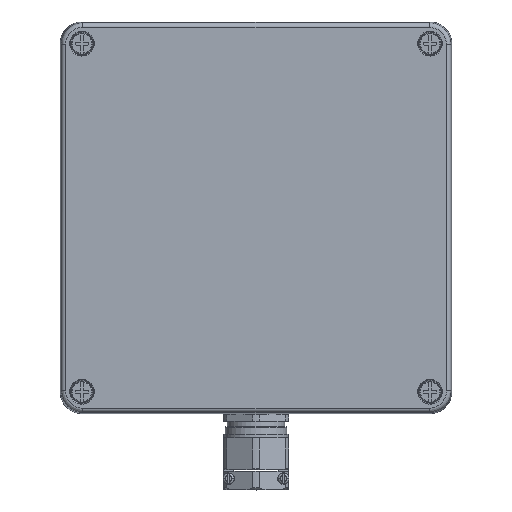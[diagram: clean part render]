
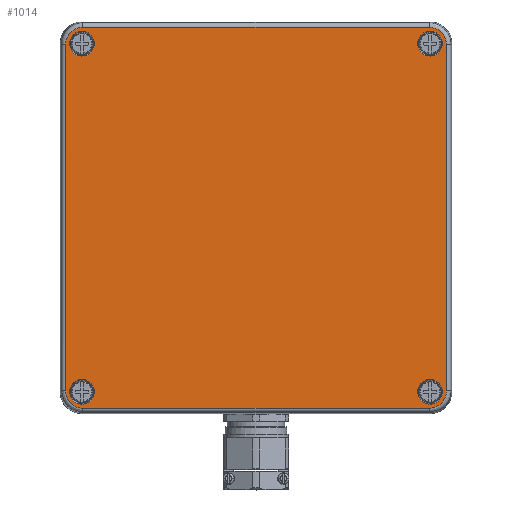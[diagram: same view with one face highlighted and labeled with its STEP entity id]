
A CAD part, top view. The second image highlights one B-rep face of the part: STEP entity #1014.
In plain terms, the highlighted planar face has unit normal (0, 0, 1).
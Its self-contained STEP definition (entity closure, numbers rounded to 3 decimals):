
#537=FACE_BOUND('',#3261,.F.);
#538=FACE_BOUND('',#3262,.F.);
#539=FACE_BOUND('',#3263,.F.);
#540=FACE_BOUND('',#3264,.F.);
#1014=ADVANCED_FACE('',(#537,#538,#539,#540,#2127),#9769,.T.);
#2127=FACE_OUTER_BOUND('',#3265,.F.);
#3261=EDGE_LOOP('',(#5113,#5114));
#3262=EDGE_LOOP('',(#5115,#5116));
#3263=EDGE_LOOP('',(#5117,#5118));
#3264=EDGE_LOOP('',(#5119,#5120));
#3265=EDGE_LOOP('',(#5121,#5122,#5123,#5124,#5125,#5126,#5127,#5128));
#5113=ORIENTED_EDGE('',*,*,#13870,.T.);
#5114=ORIENTED_EDGE('',*,*,#13573,.T.);
#5115=ORIENTED_EDGE('',*,*,#13867,.T.);
#5116=ORIENTED_EDGE('',*,*,#13565,.T.);
#5117=ORIENTED_EDGE('',*,*,#13864,.T.);
#5118=ORIENTED_EDGE('',*,*,#13557,.T.);
#5119=ORIENTED_EDGE('',*,*,#13861,.T.);
#5120=ORIENTED_EDGE('',*,*,#13549,.T.);
#5121=ORIENTED_EDGE('',*,*,#14250,.F.);
#5122=ORIENTED_EDGE('',*,*,#14256,.F.);
#5123=ORIENTED_EDGE('',*,*,#14259,.F.);
#5124=ORIENTED_EDGE('',*,*,#14254,.F.);
#5125=ORIENTED_EDGE('',*,*,#14248,.F.);
#5126=ORIENTED_EDGE('',*,*,#14242,.F.);
#5127=ORIENTED_EDGE('',*,*,#14237,.F.);
#5128=ORIENTED_EDGE('',*,*,#14244,.F.);
#9769=PLANE('',#19040);
#10409=B_SPLINE_CURVE_WITH_KNOTS('',3,(#29575,#29576,#29577,#29578,#29579,
#29580,#29581,#29582,#29583,#29584,#29585),.UNSPECIFIED.,.F.,.F.,(4,1,1,1,1,1,1,
1,4),(0.,0.146,0.25,0.375,
0.5,0.625,0.75,0.854,1.),
.UNSPECIFIED.);
#10411=B_SPLINE_CURVE_WITH_KNOTS('',3,(#29595,#29596,#29597,#29598,#29599,
#29600,#29601,#29602,#29603,#29604,#29605),.UNSPECIFIED.,.F.,.F.,(4,1,1,1,1,1,1,
1,4),(0.,0.146,0.25,0.375,0.5,
0.625,0.75,0.854,1.),.UNSPECIFIED.);
#10417=B_SPLINE_CURVE_WITH_KNOTS('',3,(#29661,#29662,#29663,#29664,#29665,
#29666,#29667,#29668,#29669,#29670,#29671),.UNSPECIFIED.,.F.,.F.,(4,1,1,1,1,1,1,
1,4),(0.,0.146,0.25,0.375,
0.5,0.625,0.75,0.854,1.),
.UNSPECIFIED.);
#10419=B_SPLINE_CURVE_WITH_KNOTS('',3,(#29681,#29682,#29683,#29684,#29685,
#29686,#29687,#29688,#29689,#29690,#29691),.UNSPECIFIED.,.F.,.F.,(4,1,1,1,1,1,1,
1,4),(0.,0.146,0.25,0.375,0.5,
0.625,0.75,0.854,1.),.UNSPECIFIED.);
#11111=LINE('',#29543,#12395);
#11114=LINE('',#29628,#12398);
#11115=LINE('',#29638,#12399);
#11117=LINE('',#29713,#12401);
#12395=VECTOR('',#21994,159.068);
#12398=VECTOR('',#21997,159.068);
#12399=VECTOR('',#21998,159.068);
#12401=VECTOR('',#22000,159.068);
#13549=EDGE_CURVE('',#17409,#17408,#15967,.T.);
#13557=EDGE_CURVE('',#17401,#17400,#15975,.T.);
#13565=EDGE_CURVE('',#17393,#17392,#15983,.T.);
#13573=EDGE_CURVE('',#17385,#17384,#15991,.T.);
#13861=EDGE_CURVE('',#17408,#17409,#16049,.T.);
#13864=EDGE_CURVE('',#17400,#17401,#16052,.T.);
#13867=EDGE_CURVE('',#17392,#17393,#16055,.T.);
#13870=EDGE_CURVE('',#17384,#17385,#16058,.T.);
#14237=EDGE_CURVE('',#17007,#17006,#11111,.T.);
#14242=EDGE_CURVE('',#17006,#17002,#10409,.T.);
#14244=EDGE_CURVE('',#17001,#17007,#10411,.T.);
#14248=EDGE_CURVE('',#17002,#16998,#11114,.T.);
#14250=EDGE_CURVE('',#16997,#17001,#11115,.T.);
#14254=EDGE_CURVE('',#16998,#16994,#10417,.T.);
#14256=EDGE_CURVE('',#16993,#16997,#10419,.T.);
#14259=EDGE_CURVE('',#16994,#16993,#11117,.T.);
#15967=CIRCLE('',#18832,5.69);
#15975=CIRCLE('',#18840,5.69);
#15983=CIRCLE('',#18848,5.69);
#15991=CIRCLE('',#18856,5.69);
#16049=CIRCLE('',#18914,5.69);
#16052=CIRCLE('',#18917,5.69);
#16055=CIRCLE('',#18920,5.69);
#16058=CIRCLE('',#18923,5.69);
#16993=VERTEX_POINT('',#26700);
#16994=VERTEX_POINT('',#26701);
#16997=VERTEX_POINT('',#26704);
#16998=VERTEX_POINT('',#26705);
#17001=VERTEX_POINT('',#26708);
#17002=VERTEX_POINT('',#26709);
#17006=VERTEX_POINT('',#26713);
#17007=VERTEX_POINT('',#26714);
#17384=VERTEX_POINT('',#27091);
#17385=VERTEX_POINT('',#27092);
#17392=VERTEX_POINT('',#27099);
#17393=VERTEX_POINT('',#27100);
#17400=VERTEX_POINT('',#27107);
#17401=VERTEX_POINT('',#27108);
#17408=VERTEX_POINT('',#27115);
#17409=VERTEX_POINT('',#27116);
#18832=AXIS2_PLACEMENT_3D('',#27234,#21303,#21304);
#18840=AXIS2_PLACEMENT_3D('',#27242,#21319,#21320);
#18848=AXIS2_PLACEMENT_3D('',#27250,#21335,#21336);
#18856=AXIS2_PLACEMENT_3D('',#27258,#21351,#21352);
#18914=AXIS2_PLACEMENT_3D('',#28383,#21591,#21592);
#18917=AXIS2_PLACEMENT_3D('',#28386,#21597,#21598);
#18920=AXIS2_PLACEMENT_3D('',#28389,#21603,#21604);
#18923=AXIS2_PLACEMENT_3D('',#28392,#21609,#21610);
#19040=AXIS2_PLACEMENT_3D('',#29782,#22028,#22029);
#21303=DIRECTION('',(0.,0.,1.));
#21304=DIRECTION('',(0.,-1.,0.));
#21319=DIRECTION('',(0.,0.,1.));
#21320=DIRECTION('',(0.,-1.,0.));
#21335=DIRECTION('',(0.,0.,1.));
#21336=DIRECTION('',(0.,-1.,0.));
#21351=DIRECTION('',(0.,0.,1.));
#21352=DIRECTION('',(0.,-1.,0.));
#21591=DIRECTION('',(0.,0.,1.));
#21592=DIRECTION('',(0.,1.,0.));
#21597=DIRECTION('',(0.,0.,1.));
#21598=DIRECTION('',(0.,1.,0.));
#21603=DIRECTION('',(0.,0.,1.));
#21604=DIRECTION('',(0.,1.,0.));
#21609=DIRECTION('',(0.,0.,1.));
#21610=DIRECTION('',(0.,1.,0.));
#21994=DIRECTION('',(0.,1.,0.));
#21997=DIRECTION('',(-1.,0.,0.));
#21998=DIRECTION('',(1.,0.,0.));
#22000=DIRECTION('',(0.,-1.,0.));
#22028=DIRECTION('',(0.,0.,1.));
#22029=DIRECTION('',(0.,-1.,0.));
#26700=CARTESIAN_POINT('',(-87.533,-79.534,30.));
#26701=CARTESIAN_POINT('',(-87.533,79.534,30.));
#26704=CARTESIAN_POINT('',(-79.534,-87.533,30.));
#26705=CARTESIAN_POINT('',(-79.534,87.533,30.));
#26708=CARTESIAN_POINT('',(79.534,-87.533,30.));
#26709=CARTESIAN_POINT('',(79.534,87.533,30.));
#26713=CARTESIAN_POINT('',(87.533,79.534,30.));
#26714=CARTESIAN_POINT('',(87.533,-79.534,30.));
#27091=CARTESIAN_POINT('',(80.,85.69,30.));
#27092=CARTESIAN_POINT('',(80.,74.31,30.));
#27099=CARTESIAN_POINT('',(-80.,85.69,30.));
#27100=CARTESIAN_POINT('',(-80.,74.31,30.));
#27107=CARTESIAN_POINT('',(80.,-74.31,30.));
#27108=CARTESIAN_POINT('',(80.,-85.69,30.));
#27115=CARTESIAN_POINT('',(-80.,-74.31,30.));
#27116=CARTESIAN_POINT('',(-80.,-85.69,30.));
#27234=CARTESIAN_POINT('',(-80.,-80.,30.));
#27242=CARTESIAN_POINT('',(80.,-80.,30.));
#27250=CARTESIAN_POINT('',(-80.,80.,30.));
#27258=CARTESIAN_POINT('',(80.,80.,30.));
#28383=CARTESIAN_POINT('',(-80.,-80.,30.));
#28386=CARTESIAN_POINT('',(80.,-80.,30.));
#28389=CARTESIAN_POINT('',(-80.,80.,30.));
#28392=CARTESIAN_POINT('',(80.,80.,30.));
#29543=CARTESIAN_POINT('',(87.533,-79.534,30.));
#29575=CARTESIAN_POINT('',(87.533,79.534,30.));
#29576=CARTESIAN_POINT('',(87.534,80.145,30.));
#29577=CARTESIAN_POINT('',(87.413,81.19,30.));
#29578=CARTESIAN_POINT('',(86.931,82.692,30.));
#29579=CARTESIAN_POINT('',(86.228,84.006,30.));
#29580=CARTESIAN_POINT('',(85.227,85.227,30.));
#29581=CARTESIAN_POINT('',(84.006,86.228,30.));
#29582=CARTESIAN_POINT('',(82.692,86.931,30.));
#29583=CARTESIAN_POINT('',(81.19,87.413,30.));
#29584=CARTESIAN_POINT('',(80.145,87.534,30.));
#29585=CARTESIAN_POINT('',(79.534,87.533,30.));
#29595=CARTESIAN_POINT('',(79.534,-87.533,
30.));
#29596=CARTESIAN_POINT('',(80.145,-87.534,
30.));
#29597=CARTESIAN_POINT('',(81.19,-87.413,
30.));
#29598=CARTESIAN_POINT('',(82.692,-86.931,
30.));
#29599=CARTESIAN_POINT('',(84.006,-86.228,
30.));
#29600=CARTESIAN_POINT('',(85.227,-85.227,
30.));
#29601=CARTESIAN_POINT('',(86.228,-84.006,
30.));
#29602=CARTESIAN_POINT('',(86.931,-82.692,30.));
#29603=CARTESIAN_POINT('',(87.413,-81.19,
30.));
#29604=CARTESIAN_POINT('',(87.534,-80.145,
30.));
#29605=CARTESIAN_POINT('',(87.533,-79.534,
30.));
#29628=CARTESIAN_POINT('',(79.534,87.533,30.));
#29638=CARTESIAN_POINT('',(-79.534,-87.533,30.));
#29661=CARTESIAN_POINT('',(-79.534,87.533,
30.));
#29662=CARTESIAN_POINT('',(-80.145,87.534,
30.));
#29663=CARTESIAN_POINT('',(-81.19,87.413,
30.));
#29664=CARTESIAN_POINT('',(-82.692,86.931,
30.));
#29665=CARTESIAN_POINT('',(-84.006,86.228,
30.));
#29666=CARTESIAN_POINT('',(-85.227,85.227,
30.));
#29667=CARTESIAN_POINT('',(-86.228,84.006,
30.));
#29668=CARTESIAN_POINT('',(-86.931,82.692,30.));
#29669=CARTESIAN_POINT('',(-87.413,81.19,
30.));
#29670=CARTESIAN_POINT('',(-87.534,80.145,
30.));
#29671=CARTESIAN_POINT('',(-87.533,79.534,
30.));
#29681=CARTESIAN_POINT('',(-87.533,-79.534,
30.));
#29682=CARTESIAN_POINT('',(-87.534,-80.145,
30.));
#29683=CARTESIAN_POINT('',(-87.413,-81.19,
30.));
#29684=CARTESIAN_POINT('',(-86.931,-82.692,
30.));
#29685=CARTESIAN_POINT('',(-86.228,-84.006,
30.));
#29686=CARTESIAN_POINT('',(-85.227,-85.227,
30.));
#29687=CARTESIAN_POINT('',(-84.006,-86.228,
30.));
#29688=CARTESIAN_POINT('',(-82.692,-86.931,
30.));
#29689=CARTESIAN_POINT('',(-81.19,-87.413,
30.));
#29690=CARTESIAN_POINT('',(-80.145,-87.534,
30.));
#29691=CARTESIAN_POINT('',(-79.534,-87.533,
30.));
#29713=CARTESIAN_POINT('',(-87.533,79.534,30.));
#29782=CARTESIAN_POINT('',(-96.286,96.286,30.));
